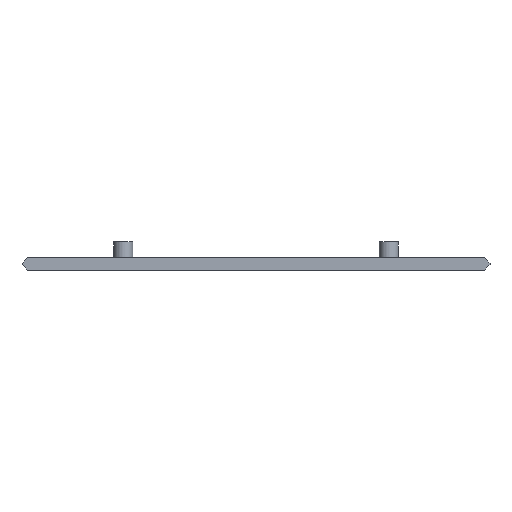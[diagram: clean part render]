
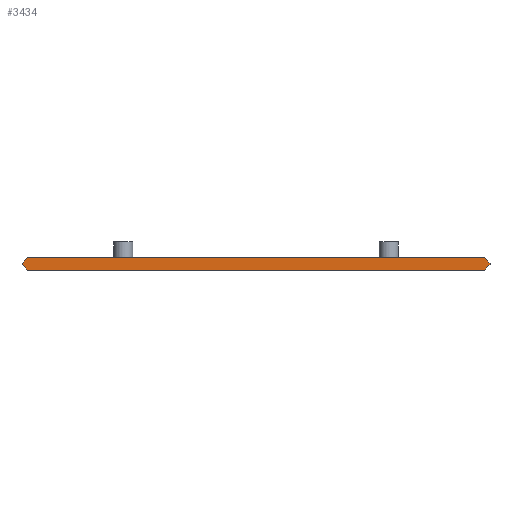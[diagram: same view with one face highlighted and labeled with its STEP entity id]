
A CAD part, front view. The second image highlights one B-rep face of the part: STEP entity #3434.
In plain terms, the highlighted planar face has unit normal (0, -1, 0).
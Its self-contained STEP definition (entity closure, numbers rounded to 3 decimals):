
#112=FACE_OUTER_BOUND('',#317,.T.);
#317=EDGE_LOOP('',(#2457,#2458,#2459,#2460,#2461,#2462,#2463,#2464));
#526=LINE('',#4695,#998);
#529=LINE('',#4700,#1001);
#531=LINE('',#4704,#1003);
#533=LINE('',#4708,#1005);
#680=LINE('',#5015,#1152);
#681=LINE('',#5017,#1153);
#682=LINE('',#5019,#1154);
#683=LINE('',#5020,#1155);
#998=VECTOR('',#3826,10.);
#1001=VECTOR('',#3831,10.);
#1003=VECTOR('',#3835,10.);
#1005=VECTOR('',#3839,10.);
#1152=VECTOR('',#4000,10.);
#1153=VECTOR('',#4001,10.);
#1154=VECTOR('',#4002,10.);
#1155=VECTOR('',#4003,10.);
#1469=VERTEX_POINT('',#4692);
#1470=VERTEX_POINT('',#4694);
#1471=VERTEX_POINT('',#4698);
#1472=VERTEX_POINT('',#4702);
#1473=VERTEX_POINT('',#4706);
#1626=VERTEX_POINT('',#5014);
#1627=VERTEX_POINT('',#5016);
#1628=VERTEX_POINT('',#5018);
#1798=EDGE_CURVE('',#1469,#1470,#526,.T.);
#1801=EDGE_CURVE('',#1471,#1469,#529,.T.);
#1803=EDGE_CURVE('',#1472,#1471,#531,.T.);
#1805=EDGE_CURVE('',#1473,#1472,#533,.T.);
#1958=EDGE_CURVE('',#1626,#1473,#680,.T.);
#1959=EDGE_CURVE('',#1627,#1626,#681,.T.);
#1960=EDGE_CURVE('',#1628,#1627,#682,.T.);
#1961=EDGE_CURVE('',#1470,#1628,#683,.T.);
#2457=ORIENTED_EDGE('',*,*,#1805,.F.);
#2458=ORIENTED_EDGE('',*,*,#1958,.F.);
#2459=ORIENTED_EDGE('',*,*,#1959,.F.);
#2460=ORIENTED_EDGE('',*,*,#1960,.F.);
#2461=ORIENTED_EDGE('',*,*,#1961,.F.);
#2462=ORIENTED_EDGE('',*,*,#1798,.F.);
#2463=ORIENTED_EDGE('',*,*,#1801,.F.);
#2464=ORIENTED_EDGE('',*,*,#1803,.F.);
#3270=PLANE('',#3628);
#3434=ADVANCED_FACE('',(#112),#3270,.F.);
#3628=AXIS2_PLACEMENT_3D('',#5013,#3998,#3999);
#3826=DIRECTION('',(-0.707,0.,-0.707));
#3831=DIRECTION('',(0.,0.,-1.));
#3835=DIRECTION('',(0.707,0.,-0.707));
#3839=DIRECTION('',(1.,0.,0.));
#3998=DIRECTION('center_axis',(0.,1.,0.));
#3999=DIRECTION('ref_axis',(0.,0.,1.));
#4000=DIRECTION('',(0.707,0.,0.707));
#4001=DIRECTION('',(0.,0.,1.));
#4002=DIRECTION('',(-0.707,0.,0.707));
#4003=DIRECTION('',(-1.,0.,0.));
#4692=CARTESIAN_POINT('',(74.3,-8.,-0.2));
#4694=CARTESIAN_POINT('',(72.5,-8.,-2.));
#4695=CARTESIAN_POINT('',(55.775,-8.,-18.725));
#4698=CARTESIAN_POINT('',(74.3,-8.,0.2));
#4700=CARTESIAN_POINT('',(74.3,-8.,0.1));
#4702=CARTESIAN_POINT('',(72.5,-8.,2.));
#4704=CARTESIAN_POINT('',(54.875,-8.,19.625));
#4706=CARTESIAN_POINT('',(-72.5,-8.,2.));
#4708=CARTESIAN_POINT('',(-36.25,-8.,2.));
#5013=CARTESIAN_POINT('Origin',(0.,-8.,0.));
#5014=CARTESIAN_POINT('',(-74.3,-8.,0.2));
#5015=CARTESIAN_POINT('',(-55.775,-8.,18.725));
#5016=CARTESIAN_POINT('',(-74.3,-8.,-0.2));
#5017=CARTESIAN_POINT('',(-74.3,-8.,-0.1));
#5018=CARTESIAN_POINT('',(-72.5,-8.,-2.));
#5019=CARTESIAN_POINT('',(-54.875,-8.,-19.625));
#5020=CARTESIAN_POINT('',(36.25,-8.,-2.));
